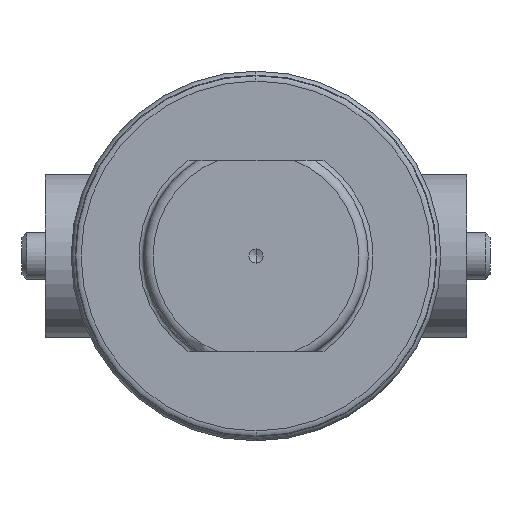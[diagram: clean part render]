
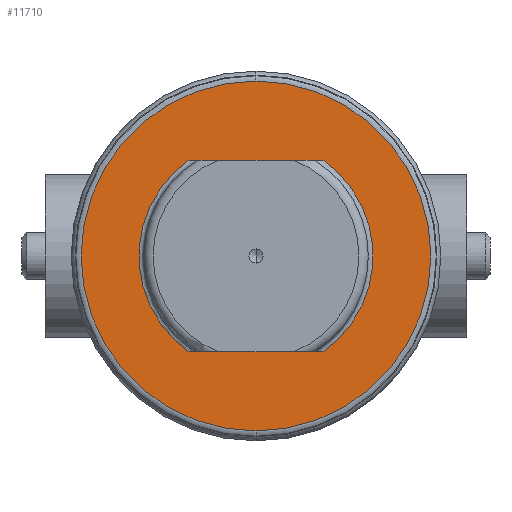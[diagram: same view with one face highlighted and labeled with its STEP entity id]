
A CAD part, front view. The second image highlights one B-rep face of the part: STEP entity #11710.
In plain terms, the highlighted planar face has unit normal (0, -1, 0).
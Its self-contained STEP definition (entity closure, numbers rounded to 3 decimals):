
#136 = DIRECTION ( 'NONE',  ( 0., 1., 0. ) ) ;
#213 = CARTESIAN_POINT ( 'NONE',  ( -40., -56.5, 20.5 ) ) ;
#288 = CARTESIAN_POINT ( 'NONE',  ( 14.309, -56.5, -20.5 ) ) ;
#334 = CARTESIAN_POINT ( 'NONE',  ( -40., -56.5, -20.5 ) ) ;
#958 = ORIENTED_EDGE ( 'NONE', *, *, #11898, .F. ) ;
#1411 = EDGE_LOOP ( 'NONE', ( #2166, #7426, #4680, #958 ) ) ;
#1757 = CARTESIAN_POINT ( 'NONE',  ( 0., -56.5, 0. ) ) ;
#1970 = FACE_BOUND ( 'NONE', #1411, .T. ) ;
#2166 = ORIENTED_EDGE ( 'NONE', *, *, #8113, .T. ) ;
#2277 = LINE ( 'NONE', #334, #12072 ) ;
#2526 = CARTESIAN_POINT ( 'NONE',  ( 0., -56.5, -37.369 ) ) ;
#3133 = PLANE ( 'NONE',  #6637 ) ;
#3354 = CARTESIAN_POINT ( 'NONE',  ( -14.309, -56.5, -20.5 ) ) ;
#3462 = CARTESIAN_POINT ( 'NONE',  ( -14.309, -56.5, 20.5 ) ) ;
#3561 = VERTEX_POINT ( 'NONE', #3354 ) ;
#4260 = ORIENTED_EDGE ( 'NONE', *, *, #13488, .F. ) ;
#4493 = AXIS2_PLACEMENT_3D ( 'NONE', #10008, #6845, #12160 ) ;
#4680 = ORIENTED_EDGE ( 'NONE', *, *, #8526, .T. ) ;
#4985 = DIRECTION ( 'NONE',  ( 0., 0., -1. ) ) ;
#5092 = CIRCLE ( 'NONE', #11745, 25. ) ;
#6556 = CIRCLE ( 'NONE', #8642, 25. ) ;
#6637 = AXIS2_PLACEMENT_3D ( 'NONE', #10568, #11526, #12590 ) ;
#6668 = DIRECTION ( 'NONE',  ( -1., 0., 0. ) ) ;
#6845 = DIRECTION ( 'NONE',  ( 0., 1., 0. ) ) ;
#6941 = VERTEX_POINT ( 'NONE', #288 ) ;
#7284 = VERTEX_POINT ( 'NONE', #8111 ) ;
#7426 = ORIENTED_EDGE ( 'NONE', *, *, #12921, .F. ) ;
#7547 = DIRECTION ( 'NONE',  ( 0., 0., -1. ) ) ;
#7814 = CIRCLE ( 'NONE', #4493, 37.369 ) ;
#7838 = DIRECTION ( 'NONE',  ( 1., 0., 0. ) ) ;
#8111 = CARTESIAN_POINT ( 'NONE',  ( 14.309, -56.5, 20.5 ) ) ;
#8113 = EDGE_CURVE ( 'NONE', #7284, #6941, #5092, .T. ) ;
#8526 = EDGE_CURVE ( 'NONE', #3561, #11473, #6556, .T. ) ;
#8642 = AXIS2_PLACEMENT_3D ( 'NONE', #1757, #10594, #4985 ) ;
#9401 = DIRECTION ( 'NONE',  ( 0., 0., -1. ) ) ;
#9635 = EDGE_CURVE ( 'NONE', #13782, #10685, #7814, .T. ) ;
#9770 = LINE ( 'NONE', #213, #12421 ) ;
#9977 = EDGE_LOOP ( 'NONE', ( #4260, #13623 ) ) ;
#10008 = CARTESIAN_POINT ( 'NONE',  ( 0., -56.5, 0. ) ) ;
#10224 = AXIS2_PLACEMENT_3D ( 'NONE', #10434, #12505, #9401 ) ;
#10434 = CARTESIAN_POINT ( 'NONE',  ( 0., -56.5, 0. ) ) ;
#10568 = CARTESIAN_POINT ( 'NONE',  ( 37.369, -56.5, 0. ) ) ;
#10594 = DIRECTION ( 'NONE',  ( 0., 1., 0. ) ) ;
#10685 = VERTEX_POINT ( 'NONE', #2526 ) ;
#11122 = CARTESIAN_POINT ( 'NONE',  ( 0., -56.5, 37.369 ) ) ;
#11473 = VERTEX_POINT ( 'NONE', #3462 ) ;
#11526 = DIRECTION ( 'NONE',  ( 0., 1., 0. ) ) ;
#11710 = ADVANCED_FACE ( 'NONE', ( #1970, #12898 ), #3133, .F. ) ;
#11745 = AXIS2_PLACEMENT_3D ( 'NONE', #11771, #136, #7547 ) ;
#11771 = CARTESIAN_POINT ( 'NONE',  ( 0., -56.5, 0. ) ) ;
#11898 = EDGE_CURVE ( 'NONE', #7284, #11473, #9770, .T. ) ;
#12060 = CIRCLE ( 'NONE', #10224, 37.369 ) ;
#12072 = VECTOR ( 'NONE', #7838, 1000. ) ;
#12160 = DIRECTION ( 'NONE',  ( 0., 0., -1. ) ) ;
#12421 = VECTOR ( 'NONE', #6668, 1000. ) ;
#12505 = DIRECTION ( 'NONE',  ( 0., 1., 0. ) ) ;
#12590 = DIRECTION ( 'NONE',  ( 0., 0., -1. ) ) ;
#12898 = FACE_OUTER_BOUND ( 'NONE', #9977, .T. ) ;
#12921 = EDGE_CURVE ( 'NONE', #3561, #6941, #2277, .T. ) ;
#13488 = EDGE_CURVE ( 'NONE', #10685, #13782, #12060, .T. ) ;
#13623 = ORIENTED_EDGE ( 'NONE', *, *, #9635, .F. ) ;
#13782 = VERTEX_POINT ( 'NONE', #11122 ) ;
